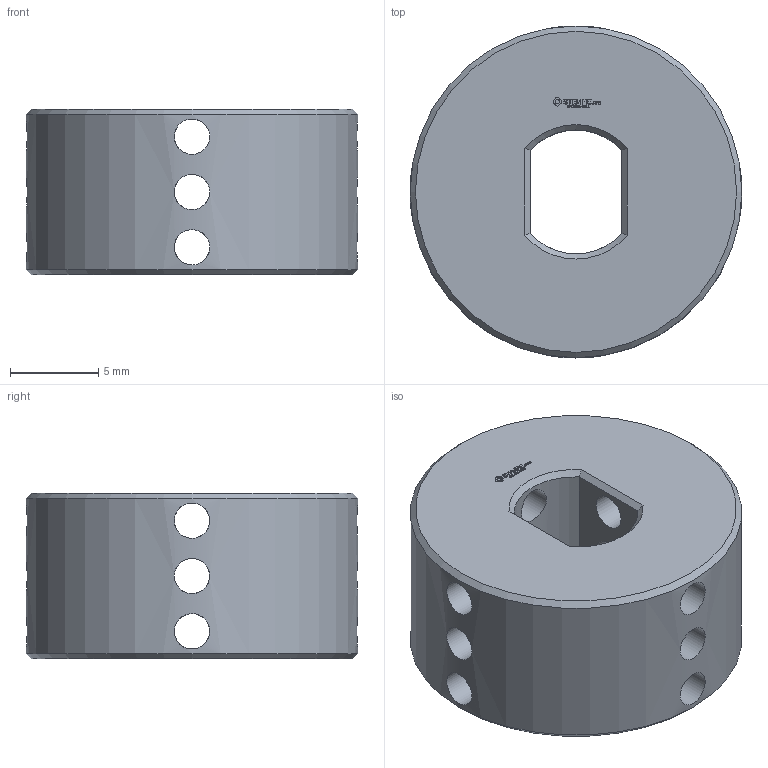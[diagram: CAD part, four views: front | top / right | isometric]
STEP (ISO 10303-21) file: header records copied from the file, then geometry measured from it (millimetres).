
FILE_DESCRIPTION(('FreeCAD Model'),'2;1');
FILE_NAME('Open CASCADE Shape Model','2024-03-12T23:26:55',(''),(''), 'Open CASCADE STEP processor 7.6','FreeCAD','Unknown');
FILE_SCHEMA(('AUTOMOTIVE_DESIGN { 1 0 10303 214 1 1 1 1 }'));
Length unit declared in the file: millimetre
Products named in the file (1): Shaft Collar IDX BU01.50x00.75 - SPN-SCL-0011 (stemfie.org)
Bounding box: 18.75 x 18.75 x 9.38 mm (x, y, z)
Volume: 2036.2 mm3; surface area: 1611.7 mm2
Topology: 1 solids, 1 shells, 487 faces, 1364 edges, 906 vertices
Faces by surface type: plane 308, extrusion 158, cylinder 15, cone 6
Full cylindrical faces by diameter (mm): 2 x12, 18.75 x1
Entity records: 16462 total; most frequent: CARTESIAN_POINT 4482, ORIENTED_EDGE 2728, DIRECTION 1868, EDGE_CURVE 1364, VECTOR 1156, LINE 998, VERTEX_POINT 906, FACE_BOUND 540
